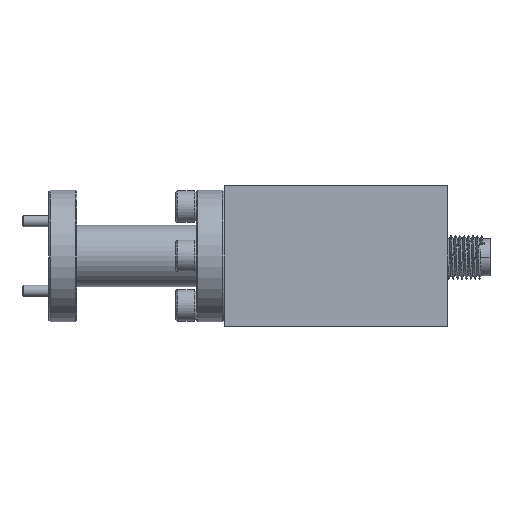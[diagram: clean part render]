
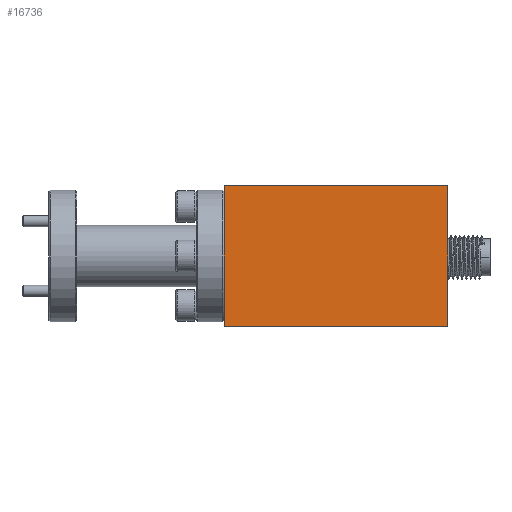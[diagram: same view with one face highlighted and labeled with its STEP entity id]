
A CAD part, left-side view. The second image highlights one B-rep face of the part: STEP entity #16736.
In plain terms, the highlighted planar face has unit normal (-1, 0, 0).
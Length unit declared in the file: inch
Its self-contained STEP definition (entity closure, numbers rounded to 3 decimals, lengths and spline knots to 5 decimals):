
#270 = CARTESIAN_POINT ( 'NONE',  ( -2.971, -0.21031, 1.33892 ) ) ;
#722 = EDGE_CURVE ( 'NONE', #12088, #5181, #16471, .T. ) ;
#1919 = EDGE_CURVE ( 'NONE', #12088, #7737, #5189, .T. ) ;
#1992 = ORIENTED_EDGE ( 'NONE', *, *, #23129, .F. ) ;
#3134 = DIRECTION ( 'NONE',  ( 0., 0., -1. ) ) ;
#3377 = LINE ( 'NONE', #19541, #25728 ) ;
#5130 = LINE ( 'NONE', #17279, #7934 ) ;
#5181 = VERTEX_POINT ( 'NONE', #14779 ) ;
#5189 = LINE ( 'NONE', #26033, #25644 ) ;
#6487 = ORIENTED_EDGE ( 'NONE', *, *, #722, .T. ) ;
#7512 = CARTESIAN_POINT ( 'NONE',  ( -2.971, -0.21031, 0.53892 ) ) ;
#7737 = VERTEX_POINT ( 'NONE', #7512 ) ;
#7934 = VECTOR ( 'NONE', #17396, 39.37008 ) ;
#8854 = FACE_OUTER_BOUND ( 'NONE', #13573, .T. ) ;
#10839 = PLANE ( 'NONE',  #23435 ) ;
#11613 = DIRECTION ( 'NONE',  ( 0., 0., 1. ) ) ;
#12088 = VERTEX_POINT ( 'NONE', #270 ) ;
#13573 = EDGE_LOOP ( 'NONE', ( #6487, #17982, #1992, #23521 ) ) ;
#14779 = CARTESIAN_POINT ( 'NONE',  ( -2.971, 1.06469, 1.33892 ) ) ;
#15420 = DIRECTION ( 'NONE',  ( 0., 0., -1. ) ) ;
#16471 = LINE ( 'NONE', #18234, #21302 ) ;
#16530 = VERTEX_POINT ( 'NONE', #25381 ) ;
#16736 = ADVANCED_FACE ( 'NONE', ( #8854 ), #10839, .F. ) ;
#17183 = CARTESIAN_POINT ( 'NONE',  ( -2.971, 0.06319, 0.53892 ) ) ;
#17279 = CARTESIAN_POINT ( 'NONE',  ( -2.971, 0.06319, 0.53892 ) ) ;
#17396 = DIRECTION ( 'NONE',  ( 0., 1., 0. ) ) ;
#17968 = DIRECTION ( 'NONE',  ( 0., 1., 0. ) ) ;
#17982 = ORIENTED_EDGE ( 'NONE', *, *, #18026, .F. ) ;
#18026 = EDGE_CURVE ( 'NONE', #16530, #5181, #3377, .T. ) ;
#18234 = CARTESIAN_POINT ( 'NONE',  ( -2.971, 0.42719, 1.33892 ) ) ;
#19037 = DIRECTION ( 'NONE',  ( 1., 0., 0. ) ) ;
#19541 = CARTESIAN_POINT ( 'NONE',  ( -2.971, 1.06469, 0.53892 ) ) ;
#21302 = VECTOR ( 'NONE', #17968, 39.37008 ) ;
#23129 = EDGE_CURVE ( 'NONE', #7737, #16530, #5130, .T. ) ;
#23435 = AXIS2_PLACEMENT_3D ( 'NONE', #17183, #19037, #3134 ) ;
#23521 = ORIENTED_EDGE ( 'NONE', *, *, #1919, .F. ) ;
#25381 = CARTESIAN_POINT ( 'NONE',  ( -2.971, 1.06469, 0.53892 ) ) ;
#25644 = VECTOR ( 'NONE', #15420, 39.37008 ) ;
#25728 = VECTOR ( 'NONE', #11613, 39.37008 ) ;
#26033 = CARTESIAN_POINT ( 'NONE',  ( -2.971, -0.21031, 1.33892 ) ) ;
